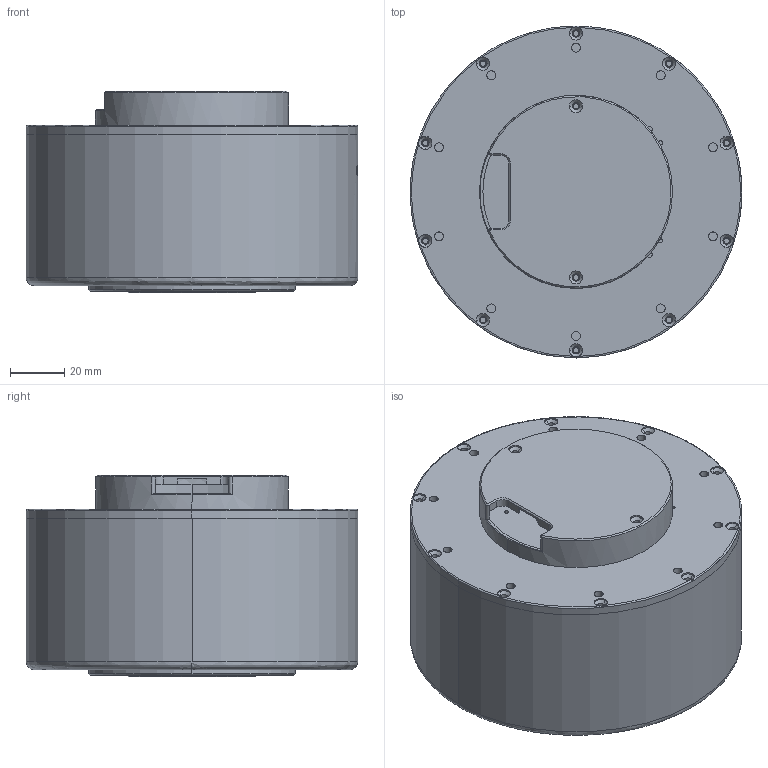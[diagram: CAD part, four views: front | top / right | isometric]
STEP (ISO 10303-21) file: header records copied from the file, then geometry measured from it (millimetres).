
FILE_DESCRIPTION (( 'STEP AP214' ), '1' );
FILE_NAME ('RMD-X10S2.step', '2023-12-27T05:43:14', ( '' ), ( '' ), 'SwSTEP 2.0', 'SolidWorks 2020', '' );
FILE_SCHEMA (( 'AUTOMOTIVE_DESIGN' ));
Length unit declared in the file: millimetre
Products named in the file (1): RMD-X10S2
Bounding box: 122 x 122 x 74 mm (x, y, z)
Volume: 176706.1 mm3; surface area: 123863.8 mm2
Topology: 5 solids, 5 shells, 630 faces, 1633 edges, 1044 vertices
Faces by surface type: cylinder 379, plane 142, cone 100, bspline 9
Entity records: 28365 total; most frequent: CARTESIAN_POINT 5340, DIRECTION 3575, ORIENTED_EDGE 3266, EDGE_CURVE 1633, AXIS2_PLACEMENT_3D 1472, VERTEX_POINT 1044, CIRCLE 850, EDGE_LOOP 767
